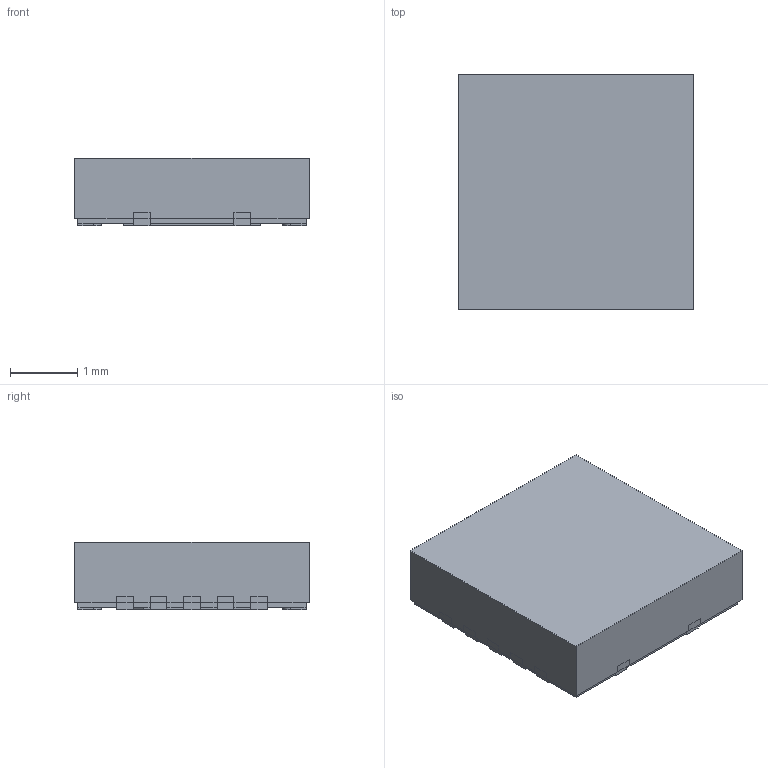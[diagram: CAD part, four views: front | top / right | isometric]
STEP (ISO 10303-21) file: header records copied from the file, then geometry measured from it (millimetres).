
FILE_DESCRIPTION((''),'2;1');
FILE_NAME('RGY0014B_ASM','2016-11-14T',('a0412025'),(''),'CREO PARAMETRIC BY PTC INC, 2016050','CREO PARAMETRIC BY PTC INC, 2016050','');
FILE_SCHEMA(('AUTOMOTIVE_DESIGN { 1 0 10303 214 1 1 1 1 }'));
Length unit declared in the file: millimetre
Products named in the file (4): BODY-QFN_AF0; FRAME-RGY0014B_AF0; PIN1-ID; RGY0014B_ASM
Assembly tree (3 placements, depth 2):
  RGY0014B_ASM
    BODY-QFN_AF0
    FRAME-RGY0014B_AF0
    PIN1-ID
Bounding box: 3.5 x 3.5 x 1 mm (x, y, z)
Volume: 12 mm3; surface area: 63.6 mm2
Topology: 16 solids, 16 shells, 229 faces, 582 edges, 388 vertices
Faces by surface type: plane 201, cylinder 28
Entity records: 9231 total; most frequent: CARTESIAN_POINT 1213, ORIENTED_EDGE 1164, DIRECTION 1110, PRESENTATION_STYLE_ASSIGNMENT 614, STYLED_ITEM 598, CURVE_STYLE 582, EDGE_CURVE 582, VECTOR 526
